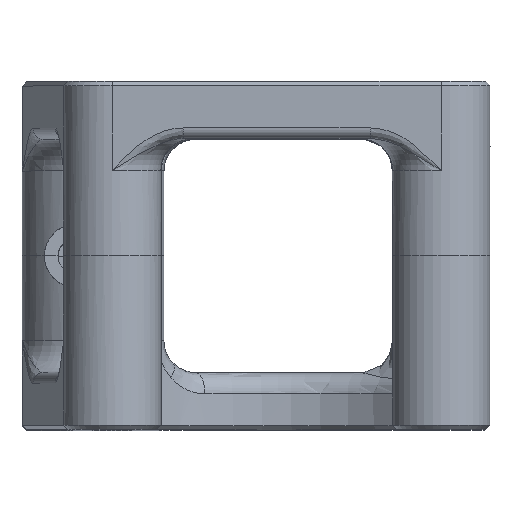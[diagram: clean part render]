
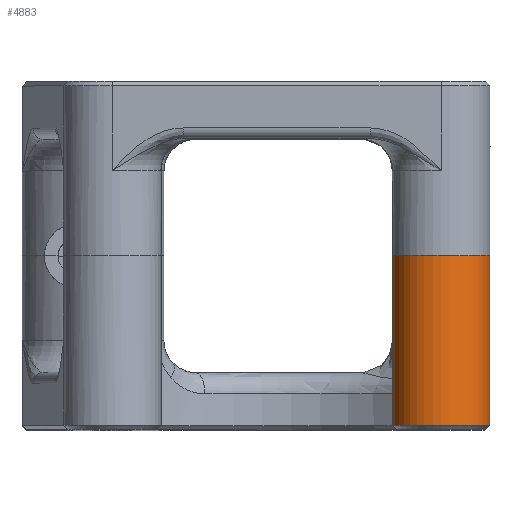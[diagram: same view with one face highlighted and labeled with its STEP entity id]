
A CAD part, top view. The second image highlights one B-rep face of the part: STEP entity #4883.
In plain terms, the highlighted cylindrical face has radius 4.6 mm (diameter 9.2 mm), a full revolution.
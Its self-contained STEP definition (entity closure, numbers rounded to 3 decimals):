
#122=B_SPLINE_CURVE_WITH_KNOTS('',3,(#9983,#9984,#9985,#9986,#9987,#9988,
#9989,#9990,#9991,#9992,#9993,#9994,#9995,#9996,#9997,#9998),
 .UNSPECIFIED.,.F.,.F.,(4,1,1,1,1,1,1,1,1,1,1,1,1,4),(-1.373,
-1.326,-1.28,-1.186,-1.,
-0.813,-0.72,-0.626,-0.533,
-0.439,-0.253,-0.113,-0.089,
-0.066),.UNSPECIFIED.);
#214=CYLINDRICAL_SURFACE('',#5407,4.6);
#410=CIRCLE('',#5314,4.6);
#458=CIRCLE('',#5408,4.6);
#459=CIRCLE('',#5409,4.6);
#758=FACE_OUTER_BOUND('',#1060,.T.);
#1060=EDGE_LOOP('',(#4303,#4304,#4305,#4306,#4307,#4308,#4309,#4310));
#1480=LINE('',#9844,#1872);
#1483=LINE('',#9874,#1875);
#1485=LINE('',#9980,#1877);
#1872=VECTOR('',#6738,10.);
#1875=VECTOR('',#6745,10.);
#1877=VECTOR('',#6759,4.6);
#2212=VERTEX_POINT('',#9090);
#2213=VERTEX_POINT('',#9094);
#2306=VERTEX_POINT('',#9814);
#2310=VERTEX_POINT('',#9861);
#2314=VERTEX_POINT('',#9978);
#2315=VERTEX_POINT('',#9981);
#2843=EDGE_CURVE('',#2212,#2213,#410,.T.);
#2985=EDGE_CURVE('',#2213,#2306,#1480,.T.);
#2990=EDGE_CURVE('',#2310,#2212,#1483,.T.);
#2996=EDGE_CURVE('',#2314,#2314,#458,.T.);
#2997=EDGE_CURVE('',#2314,#2306,#1485,.T.);
#2998=EDGE_CURVE('',#2310,#2315,#459,.T.);
#2999=EDGE_CURVE('',#2315,#2306,#122,.T.);
#4303=ORIENTED_EDGE('',*,*,#2996,.T.);
#4304=ORIENTED_EDGE('',*,*,#2997,.T.);
#4305=ORIENTED_EDGE('',*,*,#2985,.F.);
#4306=ORIENTED_EDGE('',*,*,#2843,.F.);
#4307=ORIENTED_EDGE('',*,*,#2990,.F.);
#4308=ORIENTED_EDGE('',*,*,#2998,.T.);
#4309=ORIENTED_EDGE('',*,*,#2999,.T.);
#4310=ORIENTED_EDGE('',*,*,#2997,.F.);
#4883=ADVANCED_FACE('',(#758),#214,.T.);
#5314=AXIS2_PLACEMENT_3D('',#9096,#6485,#6486);
#5407=AXIS2_PLACEMENT_3D('',#9977,#6755,#6756);
#5408=AXIS2_PLACEMENT_3D('',#9979,#6757,#6758);
#5409=AXIS2_PLACEMENT_3D('',#9982,#6760,#6761);
#6485=DIRECTION('center_axis',(0.,-1.,0.));
#6486=DIRECTION('ref_axis',(1.,0.,0.));
#6738=DIRECTION('',(0.,1.,0.));
#6745=DIRECTION('',(0.,-1.,0.));
#6755=DIRECTION('center_axis',(0.,1.,0.));
#6756=DIRECTION('ref_axis',(1.,0.,0.));
#6757=DIRECTION('center_axis',(0.,-1.,0.));
#6758=DIRECTION('ref_axis',(1.,0.,0.));
#6759=DIRECTION('',(0.,-1.,0.));
#6760=DIRECTION('center_axis',(0.,1.,0.));
#6761=DIRECTION('ref_axis',(0.597,0.,-0.803));
#9090=CARTESIAN_POINT('',(-123.65,-55.013,88.535));
#9094=CARTESIAN_POINT('',(-132.85,-55.013,88.535));
#9096=CARTESIAN_POINT('Origin',(-128.25,-55.013,88.535));
#9814=CARTESIAN_POINT('',(-132.85,-47.05,88.535));
#9844=CARTESIAN_POINT('',(-132.85,-55.013,88.535));
#9861=CARTESIAN_POINT('',(-123.65,-47.013,88.535));
#9874=CARTESIAN_POINT('',(-123.65,-55.013,88.535));
#9977=CARTESIAN_POINT('Origin',(-128.25,-39.013,88.535));
#9978=CARTESIAN_POINT('',(-132.85,-39.013,88.535));
#9979=CARTESIAN_POINT('Origin',(-128.25,-39.013,88.535));
#9980=CARTESIAN_POINT('',(-132.85,-39.013,88.535));
#9981=CARTESIAN_POINT('',(-127.851,-47.013,83.952));
#9982=CARTESIAN_POINT('Origin',(-128.25,-47.013,88.535));
#9983=CARTESIAN_POINT('Ctrl Pts',(-127.851,-47.013,83.952));
#9984=CARTESIAN_POINT('Ctrl Pts',(-127.945,-47.013,83.944));
#9985=CARTESIAN_POINT('Ctrl Pts',(-128.133,-47.026,83.933));
#9986=CARTESIAN_POINT('Ctrl Pts',(-128.507,-47.097,83.935));
#9987=CARTESIAN_POINT('Ctrl Pts',(-129.152,-47.328,83.998));
#9988=CARTESIAN_POINT('Ctrl Pts',(-130.008,-47.865,84.241));
#9989=CARTESIAN_POINT('Ctrl Pts',(-130.784,-48.43,84.665));
#9990=CARTESIAN_POINT('Ctrl Pts',(-131.366,-48.649,85.134));
#9991=CARTESIAN_POINT('Ctrl Pts',(-131.76,-48.618,85.544));
#9992=CARTESIAN_POINT('Ctrl Pts',(-132.093,-48.412,85.986));
#9993=CARTESIAN_POINT('Ctrl Pts',(-132.451,-48.006,86.603));
#9994=CARTESIAN_POINT('Ctrl Pts',(-132.727,-47.483,87.345));
#9995=CARTESIAN_POINT('Ctrl Pts',(-132.832,-47.176,88.023));
#9996=CARTESIAN_POINT('Ctrl Pts',(-132.849,-47.077,88.394));
#9997=CARTESIAN_POINT('Ctrl Pts',(-132.85,-47.058,88.488));
#9998=CARTESIAN_POINT('Ctrl Pts',(-132.85,-47.05,88.535));
